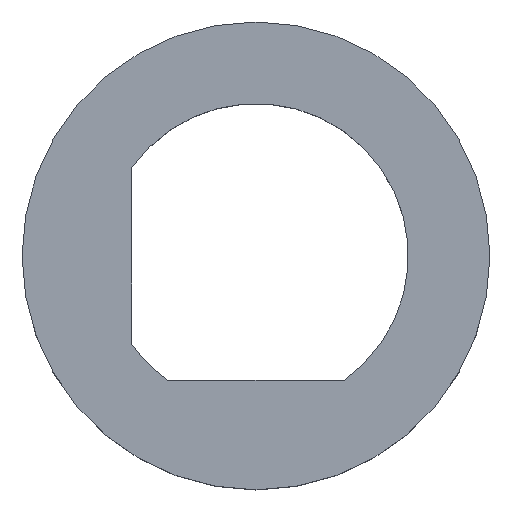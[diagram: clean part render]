
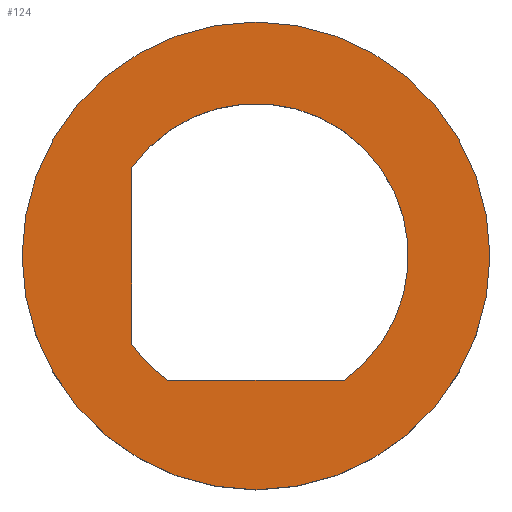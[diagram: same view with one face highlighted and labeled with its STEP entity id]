
A CAD part, top view. The second image highlights one B-rep face of the part: STEP entity #124.
In plain terms, the highlighted planar face has unit normal (0, 0, 1).
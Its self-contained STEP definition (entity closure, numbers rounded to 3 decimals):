
#15=FACE_BOUND('',#39,.T.);
#18=CIRCLE('',#143,6.45);
#20=CIRCLE('',#147,6.45);
#21=CIRCLE('',#149,9.9);
#31=FACE_OUTER_BOUND('',#38,.T.);
#38=EDGE_LOOP('',(#105));
#39=EDGE_LOOP('',(#106,#107,#108,#109));
#44=LINE('',#198,#53);
#48=LINE('',#210,#57);
#53=VECTOR('',#159,10.);
#57=VECTOR('',#171,10.);
#62=VERTEX_POINT('',#195);
#63=VERTEX_POINT('',#197);
#65=VERTEX_POINT('',#203);
#67=VERTEX_POINT('',#209);
#68=VERTEX_POINT('',#216);
#72=EDGE_CURVE('',#63,#62,#44,.T.);
#75=EDGE_CURVE('',#65,#63,#18,.T.);
#78=EDGE_CURVE('',#67,#65,#48,.T.);
#81=EDGE_CURVE('',#62,#67,#20,.T.);
#82=EDGE_CURVE('',#68,#68,#21,.T.);
#105=ORIENTED_EDGE('',*,*,#82,.T.);
#106=ORIENTED_EDGE('',*,*,#81,.T.);
#107=ORIENTED_EDGE('',*,*,#78,.T.);
#108=ORIENTED_EDGE('',*,*,#75,.T.);
#109=ORIENTED_EDGE('',*,*,#72,.T.);
#117=PLANE('',#151);
#124=ADVANCED_FACE('',(#31,#15),#117,.T.);
#143=AXIS2_PLACEMENT_3D('',#204,#165,#166);
#147=AXIS2_PLACEMENT_3D('',#214,#177,#178);
#149=AXIS2_PLACEMENT_3D('',#217,#181,#182);
#151=AXIS2_PLACEMENT_3D('',#221,#186,#187);
#159=DIRECTION('',(0.,1.,0.));
#165=DIRECTION('center_axis',(0.,0.,-1.));
#166=DIRECTION('ref_axis',(1.,0.,0.));
#171=DIRECTION('',(-1.,0.,0.));
#177=DIRECTION('center_axis',(0.,0.,-1.));
#178=DIRECTION('ref_axis',(1.,0.,0.));
#181=DIRECTION('center_axis',(0.,0.,1.));
#182=DIRECTION('ref_axis',(1.,0.,0.));
#186=DIRECTION('center_axis',(0.,0.,1.));
#187=DIRECTION('ref_axis',(1.,0.,0.));
#195=CARTESIAN_POINT('',(-5.256,3.738,4.826));
#197=CARTESIAN_POINT('',(-5.256,-3.738,4.826));
#198=CARTESIAN_POINT('',(-5.256,-3.738,4.826));
#203=CARTESIAN_POINT('',(-3.738,-5.256,4.826));
#204=CARTESIAN_POINT('Origin',(0.,0.,4.826));
#209=CARTESIAN_POINT('',(3.738,-5.256,4.826));
#210=CARTESIAN_POINT('',(3.738,-5.256,4.826));
#214=CARTESIAN_POINT('Origin',(0.,0.,4.826));
#216=CARTESIAN_POINT('',(-9.9,0.,4.826));
#217=CARTESIAN_POINT('Origin',(0.,0.,4.826));
#221=CARTESIAN_POINT('Origin',(0.,0.,4.826));
